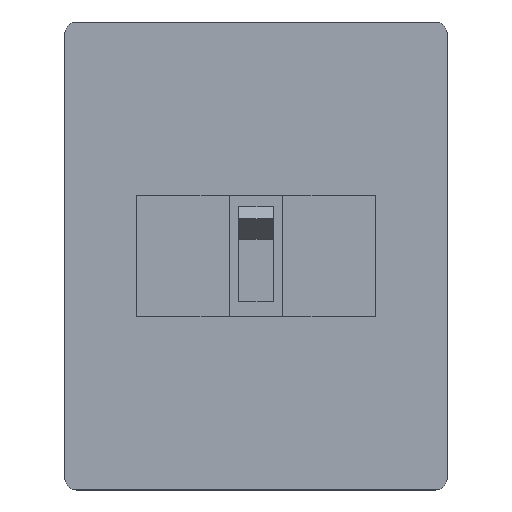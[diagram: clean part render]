
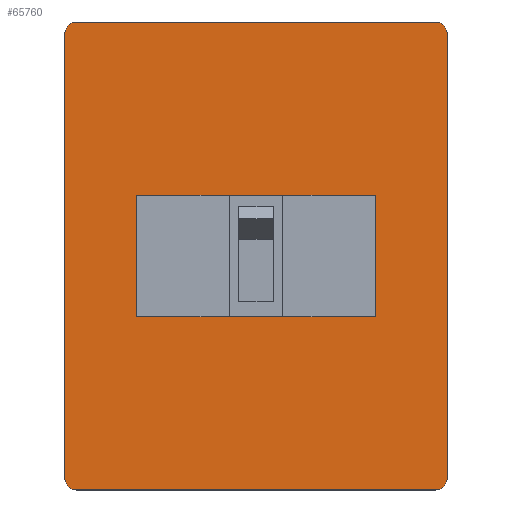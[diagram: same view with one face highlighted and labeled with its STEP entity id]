
A CAD part, top view. The second image highlights one B-rep face of the part: STEP entity #65760.
In plain terms, the highlighted planar face has unit normal (0, 0, 1).
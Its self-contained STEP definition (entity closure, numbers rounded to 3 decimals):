
#21720=CARTESIAN_POINT('',(171.,446.415,-2.));
#21730=DIRECTION('',(0.,-1.,0.));
#21740=VECTOR('',#21730,1.);
#21750=LINE('',#21720,#21740);
#21760=CARTESIAN_POINT('',(171.,441.415,-2.));
#21770=VERTEX_POINT('',#21760);
#21780=CARTESIAN_POINT('',(171.,259.415,-2.));
#21790=VERTEX_POINT('',#21780);
#21800=EDGE_CURVE('',#21770,#21790,#21750,.T.);
#22120=CARTESIAN_POINT('',(166.,441.415,-2.));
#22130=DIRECTION('',(0.,0.,-1.));
#22140=DIRECTION('',(-1.,0.,0.));
#22150=AXIS2_PLACEMENT_3D('',#22120,#22130,#22140);
#22160=CIRCLE('',#22150,5.);
#22170=CARTESIAN_POINT('',(166.,446.415,-2.));
#22180=VERTEX_POINT('',#22170);
#22190=EDGE_CURVE('',#22180,#21770,#22160,.T.);
#22580=CARTESIAN_POINT('',(166.,254.415,-2.));
#22590=VERTEX_POINT('',#22580);
#22620=CARTESIAN_POINT('',(166.,259.415,-2.));
#22630=DIRECTION('',(0.,0.,1.));
#22640=DIRECTION('',(1.,0.,0.));
#22650=AXIS2_PLACEMENT_3D('',#22620,#22630,#22640);
#22660=CIRCLE('',#22650,5.);
#22670=EDGE_CURVE('',#22590,#21790,#22660,.T.);
#64160=CARTESIAN_POINT('',(14.,0.,-2.));
#64170=DIRECTION('',(0.,-1.,0.));
#64180=VECTOR('',#64170,1.);
#64190=LINE('',#64160,#64180);
#64200=CARTESIAN_POINT('',(14.,441.415,-2.));
#64210=VERTEX_POINT('',#64200);
#64220=CARTESIAN_POINT('',(14.,259.415,-2.));
#64230=VERTEX_POINT('',#64220);
#64240=EDGE_CURVE('',#64210,#64230,#64190,.T.);
#64560=CARTESIAN_POINT('',(19.,259.415,-2.));
#64570=DIRECTION('',(0.,0.,1.));
#64580=DIRECTION('',(1.,0.,0.));
#64590=AXIS2_PLACEMENT_3D('',#64560,#64570,#64580);
#64600=CIRCLE('',#64590,5.);
#64610=CARTESIAN_POINT('',(19.,254.415,-2.));
#64620=VERTEX_POINT('',#64610);
#64630=EDGE_CURVE('',#64230,#64620,#64600,.T.);
#65020=CARTESIAN_POINT('',(19.,446.415,-2.));
#65030=VERTEX_POINT('',#65020);
#65060=CARTESIAN_POINT('',(19.,441.415,-2.));
#65070=DIRECTION('',(0.,0.,-1.));
#65080=DIRECTION('',(-1.,0.,0.));
#65090=AXIS2_PLACEMENT_3D('',#65060,#65070,#65080);
#65100=CIRCLE('',#65090,5.);
#65110=EDGE_CURVE('',#64210,#65030,#65100,.T.);
#65170=CARTESIAN_POINT('',(167.,254.415,-2.));
#65180=DIRECTION('',(-0.,-0.,-1.));
#65190=DIRECTION('',(0.,-1.,0.));
#65200=AXIS2_PLACEMENT_3D('',#65170,#65180,#65190);
#65210=PLANE('',#65200);
#65220=CARTESIAN_POINT('',(0.,325.415,-2.));
#65230=DIRECTION('',(-1.,0.,0.));
#65240=VECTOR('',#65230,1.);
#65250=LINE('',#65220,#65240);
#65260=CARTESIAN_POINT('',(141.5,325.415,-2.));
#65270=VERTEX_POINT('',#65260);
#65280=CARTESIAN_POINT('',(43.5,325.415,-2.));
#65290=VERTEX_POINT('',#65280);
#65300=EDGE_CURVE('',#65270,#65290,#65250,.T.);
#65310=ORIENTED_EDGE('',*,*,#65300,.T.);
#65320=CARTESIAN_POINT('',(141.5,0.,-2.));
#65330=DIRECTION('',(0.,-1.,0.));
#65340=VECTOR('',#65330,1.);
#65350=LINE('',#65320,#65340);
#65360=CARTESIAN_POINT('',(141.5,375.415,-2.));
#65370=VERTEX_POINT('',#65360);
#65380=EDGE_CURVE('',#65370,#65270,#65350,.T.);
#65390=ORIENTED_EDGE('',*,*,#65380,.T.);
#65400=CARTESIAN_POINT('',(0.,375.415,-2.));
#65410=DIRECTION('',(-1.,0.,0.));
#65420=VECTOR('',#65410,1.);
#65430=LINE('',#65400,#65420);
#65440=CARTESIAN_POINT('',(43.5,375.415,-2.));
#65450=VERTEX_POINT('',#65440);
#65460=EDGE_CURVE('',#65370,#65450,#65430,.T.);
#65470=ORIENTED_EDGE('',*,*,#65460,.F.);
#65480=CARTESIAN_POINT('',(43.5,0.,-2.));
#65490=DIRECTION('',(0.,1.,0.));
#65500=VECTOR('',#65490,1.);
#65510=LINE('',#65480,#65500);
#65520=EDGE_CURVE('',#65290,#65450,#65510,.T.);
#65530=ORIENTED_EDGE('',*,*,#65520,.T.);
#65540=EDGE_LOOP('',(#65530,#65470,#65390,#65310));
#65550=FACE_BOUND('',#65540,.T.);
#65560=ORIENTED_EDGE('',*,*,#65110,.F.);
#65570=CARTESIAN_POINT('',(0.,446.415,-2.));
#65580=DIRECTION('',(-1.,0.,0.));
#65590=VECTOR('',#65580,1.);
#65600=LINE('',#65570,#65590);
#65610=EDGE_CURVE('',#22180,#65030,#65600,.T.);
#65620=ORIENTED_EDGE('',*,*,#65610,.T.);
#65630=ORIENTED_EDGE('',*,*,#22190,.F.);
#65640=ORIENTED_EDGE('',*,*,#21800,.F.);
#65650=ORIENTED_EDGE('',*,*,#22670,.T.);
#65660=CARTESIAN_POINT('',(0.,254.415,-2.));
#65670=DIRECTION('',(-1.,0.,0.));
#65680=VECTOR('',#65670,1.);
#65690=LINE('',#65660,#65680);
#65700=EDGE_CURVE('',#22590,#64620,#65690,.T.);
#65710=ORIENTED_EDGE('',*,*,#65700,.F.);
#65720=ORIENTED_EDGE('',*,*,#64630,.T.);
#65730=ORIENTED_EDGE('',*,*,#64240,.T.);
#65740=EDGE_LOOP('',(#65730,#65720,#65710,#65650,#65640,#65630,#65620,
#65560));
#65750=FACE_OUTER_BOUND('',#65740,.T.);
#65760=ADVANCED_FACE('',(#65550,#65750),#65210,.F.);
